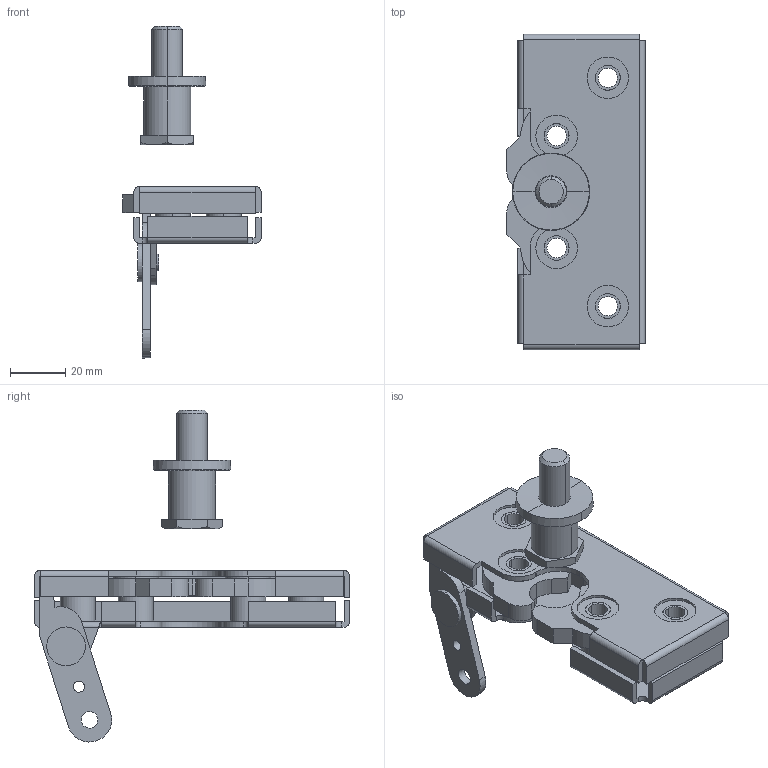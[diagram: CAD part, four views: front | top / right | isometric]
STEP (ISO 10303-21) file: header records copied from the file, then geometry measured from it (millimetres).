
FILE_DESCRIPTION (( 'STEP AP203' ), '1' );
FILE_NAME ('C-873-2-L.STEP', '2021-05-19T05:16:49', ( '' ), ( '' ), 'SwSTEP 2.0', 'SolidWorks 2018', '' );
FILE_SCHEMA (( 'CONFIG_CONTROL_DESIGN' ));
Length unit declared in the file: millimetre
Products named in the file (10): C-873-2-L_ストライカー_; C-873-2-L_僇儉C_; C-873-2-L_働乕僗B_; C-873-2-L; C-873-2-L_夝彍儗僶乕B_; C-873-2-L_レバーピン_; C-873-2-L_働乕僗A_; C-873-2-L_僇儉B_; C-873-2-L_僇儉A_; C-873-2-L_僗儁乕僒乕C__Assy
Assembly tree (12 placements, depth 2):
  C-873-2-L
    C-873-2-L_働乕僗A_
    C-873-2-L_働乕僗B_
    C-873-2-L_僇儉A_
    C-873-2-L_僇儉B_
    C-873-2-L_僇儉C_
    C-873-2-L_僗儁乕僒乕C__Assy  x4
    C-873-2-L_夝彍儗僶乕B_
    C-873-2-L_レバーピン_
    C-873-2-L_ストライカー_
Bounding box: 50 x 114 x 119.97 mm (x, y, z)
Volume: 55003.8 mm3; surface area: 46091.8 mm2
Topology: 13 solids, 13 shells, 318 faces, 794 edges, 525 vertices
Faces by surface type: plane 155, cylinder 147, cone 11, sphere 4, bspline 1
Entity records: 9800 total; most frequent: CARTESIAN_POINT 1696, DIRECTION 1518, ORIENTED_EDGE 1408, EDGE_CURVE 704, AXIS2_PLACEMENT_3D 545, VERTEX_POINT 465, LINE 428, VECTOR 428
